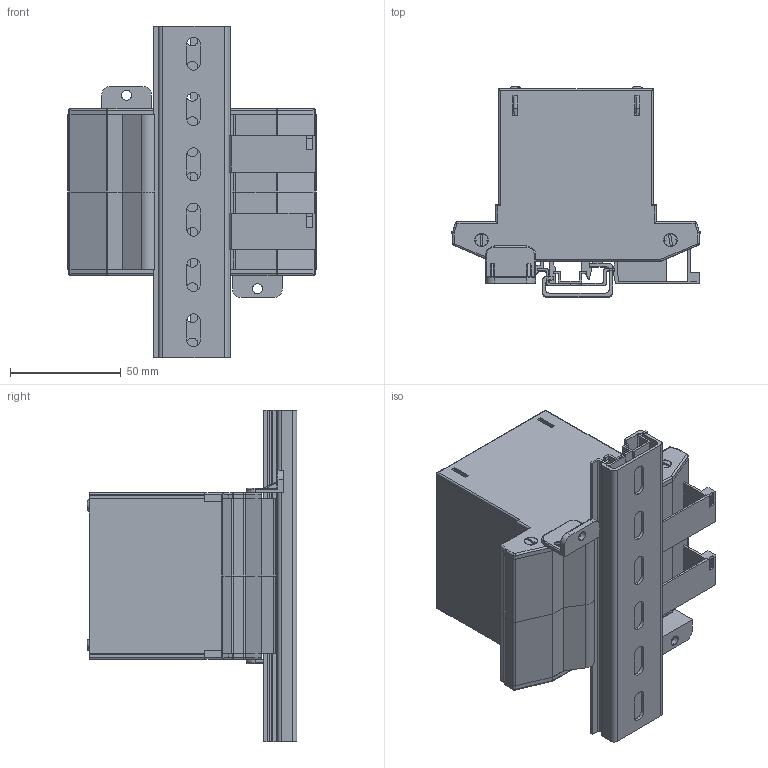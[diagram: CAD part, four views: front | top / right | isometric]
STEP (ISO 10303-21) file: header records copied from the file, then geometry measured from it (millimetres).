
FILE_DESCRIPTION (( 'STEP AP214' ), '1' );
FILE_NAME ('UEW-070.STEP', '2022-01-17T12:19:22', ( '' ), ( '' ), 'SwSTEP 2.0', 'SolidWorks 2017', '' );
FILE_SCHEMA (( 'AUTOMOTIVE_DESIGN' ));
Length unit declared in the file: millimetre
Products named in the file (40): Base PCB UEC 070; High Bracket UBRH; Rail-G-70 Profile; Top Cover Screw; UEW-070; End Plate Screw; End Piece UE; Pin 070; Vertical PCB UE; Pin 070 Solid; Foot Piece; Top cover 70; Rail-35-70; Rail-15-70; Horizontal PCB UE-070
Assembly tree (25 placements, depth 2):
  High Bracket UBRH
  Rail-G-70 Profile
  Top Cover Screw
  UEW-070
    Foot Piece  x2
    End Piece UE  x2
    Top cover 70
    Base PCB UEC 070
    Pin 070  x2
    Pin 070 Solid  x2
    Rail-35-70
    Rail-15-70
    Rail-G-70 Profile
    High Bracket UBRH  x2
    Top Cover Screw  x4
    End Plate Screw  x4
    Horizontal PCB UE-070
    Vertical PCB UE
  End Plate Screw
Bounding box: 112.5 x 94.8 x 150 mm (x, y, z)
Volume: 154740.5 mm3; surface area: 196282.7 mm2
Topology: 25 solids, 25 shells, 1624 faces, 4360 edges, 2816 vertices
Faces by surface type: plane 953, cylinder 523, torus 76, cone 52, bspline 16, sphere 4
Entity records: 30806 total; most frequent: CARTESIAN_POINT 5468, DIRECTION 5113, ORIENTED_EDGE 5086, EDGE_CURVE 2543, VECTOR 1773, LINE 1773, AXIS2_PLACEMENT_3D 1670, VERTEX_POINT 1653
